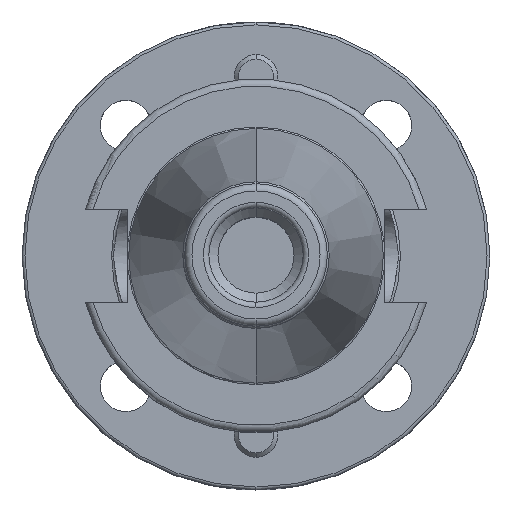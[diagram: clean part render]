
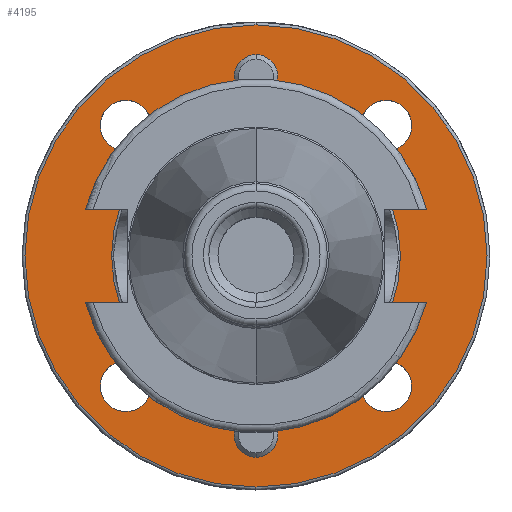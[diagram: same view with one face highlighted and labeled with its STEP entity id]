
A CAD part, top view. The second image highlights one B-rep face of the part: STEP entity #4195.
In plain terms, the highlighted planar face has unit normal (0, 0, 1).
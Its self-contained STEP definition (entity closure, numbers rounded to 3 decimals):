
#547=CARTESIAN_POINT('',(0,0,-16.2));
#548=DIRECTION('',(0,0,-1));
#549=DIRECTION('',(0,-1,0));
#550=AXIS2_PLACEMENT_3D('',#547,#548,#549);
#552=CARTESIAN_POINT('',(0,0,-16.2));
#553=DIRECTION('',(0,0,-1));
#554=DIRECTION('',(0,1,0));
#555=AXIS2_PLACEMENT_3D('',#552,#553,#554);
#557=CARTESIAN_POINT('',(0,0,-16.2));
#558=DIRECTION('',(0,0,1));
#559=DIRECTION('',(0,1,0));
#560=AXIS2_PLACEMENT_3D('',#557,#558,#559);
#562=CARTESIAN_POINT('',(0,0,-16.2));
#563=DIRECTION('',(0,0,1));
#564=DIRECTION('',(0,-1,0));
#565=AXIS2_PLACEMENT_3D('',#562,#563,#564);
#567=CARTESIAN_POINT('',(35.92,-35.92,-16.2));
#568=DIRECTION('',(0,0,-1));
#569=DIRECTION('',(1,0,0));
#570=AXIS2_PLACEMENT_3D('',#567,#568,#569);
#572=CARTESIAN_POINT('',(35.92,-35.92,-16.2));
#573=DIRECTION('',(0,0,-1));
#574=DIRECTION('',(-1,0,0));
#575=AXIS2_PLACEMENT_3D('',#572,#573,#574);
#577=CARTESIAN_POINT('',(-35.92,-35.92,-16.2));
#578=DIRECTION('',(0,0,-1));
#579=DIRECTION('',(0,-1,0));
#580=AXIS2_PLACEMENT_3D('',#577,#578,#579);
#582=CARTESIAN_POINT('',(-35.92,-35.92,-16.2));
#583=DIRECTION('',(0,0,-1));
#584=DIRECTION('',(0,1,0));
#585=AXIS2_PLACEMENT_3D('',#582,#583,#584);
#587=CARTESIAN_POINT('',(-35.92,35.92,-16.2));
#588=DIRECTION('',(0,0,-1));
#589=DIRECTION('',(-1,0,0));
#590=AXIS2_PLACEMENT_3D('',#587,#588,#589);
#592=CARTESIAN_POINT('',(-35.92,35.92,-16.2));
#593=DIRECTION('',(0,0,-1));
#594=DIRECTION('',(1,0,0));
#595=AXIS2_PLACEMENT_3D('',#592,#593,#594);
#597=CARTESIAN_POINT('',(35.92,35.92,-16.2));
#598=DIRECTION('',(0,0,-1));
#599=DIRECTION('',(0,1,0));
#600=AXIS2_PLACEMENT_3D('',#597,#598,#599);
#602=CARTESIAN_POINT('',(35.92,35.92,-16.2));
#603=DIRECTION('',(0,0,-1));
#604=DIRECTION('',(0,-1,0));
#605=AXIS2_PLACEMENT_3D('',#602,#603,#604);
#607=CARTESIAN_POINT('',(0,49.5,-16.2));
#608=DIRECTION('',(0,0,-1));
#609=DIRECTION('',(0,-1,0));
#610=AXIS2_PLACEMENT_3D('',#607,#608,#609);
#612=CARTESIAN_POINT('',(0,49.5,-16.2));
#613=DIRECTION('',(0,0,-1));
#614=DIRECTION('',(0,1,0));
#615=AXIS2_PLACEMENT_3D('',#612,#613,#614);
#617=CARTESIAN_POINT('',(0,-49.5,-16.2));
#618=DIRECTION('',(0,0,1));
#619=DIRECTION('',(0,1,0));
#620=AXIS2_PLACEMENT_3D('',#617,#618,#619);
#622=CARTESIAN_POINT('',(0,-49.5,-16.2));
#623=DIRECTION('',(0,0,1));
#624=DIRECTION('',(0,-1,0));
#625=AXIS2_PLACEMENT_3D('',#622,#623,#624);
#3153=CARTESIAN_POINT('',(0,-39.8,-16.2));
#3154=CARTESIAN_POINT('',(0,39.8,-16.2));
#3155=VERTEX_POINT('',#3153);
#3156=VERTEX_POINT('',#3154);
#3161=CARTESIAN_POINT('',(0,63.7,-16.2));
#3162=CARTESIAN_POINT('',(0.,-63.7,-16.2));
#3163=VERTEX_POINT('',#3161);
#3164=VERTEX_POINT('',#3162);
#3213=CARTESIAN_POINT('',(42.92,-35.92,-16.2));
#3214=CARTESIAN_POINT('',(28.92,-35.92,-16.2));
#3215=VERTEX_POINT('',#3213);
#3216=VERTEX_POINT('',#3214);
#3225=CARTESIAN_POINT('',(-35.92,-42.92,-16.2));
#3226=CARTESIAN_POINT('',(-35.92,-28.92,-16.2));
#3227=VERTEX_POINT('',#3225);
#3228=VERTEX_POINT('',#3226);
#3237=CARTESIAN_POINT('',(-42.92,35.92,-16.2));
#3238=CARTESIAN_POINT('',(-28.92,35.92,-16.2));
#3239=VERTEX_POINT('',#3237);
#3240=VERTEX_POINT('',#3238);
#3249=CARTESIAN_POINT('',(35.92,42.92,-16.2));
#3250=CARTESIAN_POINT('',(35.92,28.92,-16.2));
#3251=VERTEX_POINT('',#3249);
#3252=VERTEX_POINT('',#3250);
#3381=CARTESIAN_POINT('',(0,43.5,-16.2));
#3382=CARTESIAN_POINT('',(0,55.5,-16.2));
#3383=VERTEX_POINT('',#3381);
#3384=VERTEX_POINT('',#3382);
#3513=CARTESIAN_POINT('',(0,-43.5,-16.2));
#3514=CARTESIAN_POINT('',(0,-55.5,-16.2));
#3515=VERTEX_POINT('',#3513);
#3516=VERTEX_POINT('',#3514);
#4143=CARTESIAN_POINT('',(0,0,-16.2));
#4144=DIRECTION('',(0,0,-1));
#4145=DIRECTION('',(0,-1,0));
#4146=AXIS2_PLACEMENT_3D('',#4143,#4144,#4145);
#4147=PLANE('',#4146);
#4149=ORIENTED_EDGE('',*,*,#4148,.F.);
#4151=ORIENTED_EDGE('',*,*,#4150,.F.);
#4152=EDGE_LOOP('',(#4149,#4151));
#4153=FACE_OUTER_BOUND('',#4152,.F.);
#4155=ORIENTED_EDGE('',*,*,#4154,.F.);
#4157=ORIENTED_EDGE('',*,*,#4156,.F.);
#4158=EDGE_LOOP('',(#4155,#4157));
#4159=FACE_BOUND('',#4158,.F.);
#4161=ORIENTED_EDGE('',*,*,#4160,.F.);
#4162=ORIENTED_EDGE('',*,*,#4133,.F.);
#4163=EDGE_LOOP('',(#4161,#4162));
#4164=FACE_BOUND('',#4163,.F.);
#4166=ORIENTED_EDGE('',*,*,#4165,.F.);
#4168=ORIENTED_EDGE('',*,*,#4167,.F.);
#4169=EDGE_LOOP('',(#4166,#4168));
#4170=FACE_BOUND('',#4169,.F.);
#4172=ORIENTED_EDGE('',*,*,#4171,.F.);
#4174=ORIENTED_EDGE('',*,*,#4173,.F.);
#4175=EDGE_LOOP('',(#4172,#4174));
#4176=FACE_BOUND('',#4175,.F.);
#4178=ORIENTED_EDGE('',*,*,#4177,.F.);
#4180=ORIENTED_EDGE('',*,*,#4179,.F.);
#4181=EDGE_LOOP('',(#4178,#4180));
#4182=FACE_BOUND('',#4181,.F.);
#4184=ORIENTED_EDGE('',*,*,#4183,.F.);
#4186=ORIENTED_EDGE('',*,*,#4185,.F.);
#4187=EDGE_LOOP('',(#4184,#4186));
#4188=FACE_BOUND('',#4187,.F.);
#4190=ORIENTED_EDGE('',*,*,#4189,.T.);
#4192=ORIENTED_EDGE('',*,*,#4191,.T.);
#4193=EDGE_LOOP('',(#4190,#4192));
#4194=FACE_BOUND('',#4193,.F.);
#4195=ADVANCED_FACE('',(#4153,#4159,#4164,#4170,#4176,#4182,#4188,#4194),#4147,
.F.);
#551=CIRCLE('',#550,39.8);
#556=CIRCLE('',#555,39.8);
#561=CIRCLE('',#560,63.7);
#566=CIRCLE('',#565,63.7);
#571=CIRCLE('',#570,7);
#576=CIRCLE('',#575,7);
#581=CIRCLE('',#580,7);
#586=CIRCLE('',#585,7);
#591=CIRCLE('',#590,7);
#596=CIRCLE('',#595,7);
#601=CIRCLE('',#600,7);
#606=CIRCLE('',#605,7);
#611=CIRCLE('',#610,6);
#616=CIRCLE('',#615,6);
#621=CIRCLE('',#620,6);
#626=CIRCLE('',#625,6);
#4133=EDGE_CURVE('',#3216,#3215,#576,.T.);
#4148=EDGE_CURVE('',#3163,#3164,#561,.T.);
#4150=EDGE_CURVE('',#3164,#3163,#566,.T.);
#4154=EDGE_CURVE('',#3155,#3156,#551,.T.);
#4156=EDGE_CURVE('',#3156,#3155,#556,.T.);
#4160=EDGE_CURVE('',#3215,#3216,#571,.T.);
#4165=EDGE_CURVE('',#3227,#3228,#581,.T.);
#4167=EDGE_CURVE('',#3228,#3227,#586,.T.);
#4171=EDGE_CURVE('',#3239,#3240,#591,.T.);
#4173=EDGE_CURVE('',#3240,#3239,#596,.T.);
#4177=EDGE_CURVE('',#3251,#3252,#601,.T.);
#4179=EDGE_CURVE('',#3252,#3251,#606,.T.);
#4183=EDGE_CURVE('',#3383,#3384,#611,.T.);
#4185=EDGE_CURVE('',#3384,#3383,#616,.T.);
#4189=EDGE_CURVE('',#3515,#3516,#621,.T.);
#4191=EDGE_CURVE('',#3516,#3515,#626,.T.);
